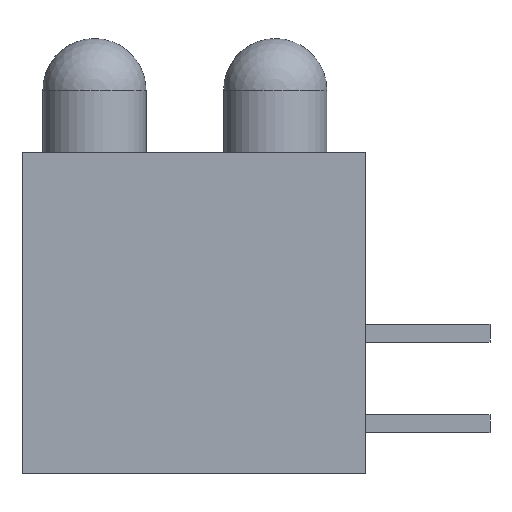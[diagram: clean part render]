
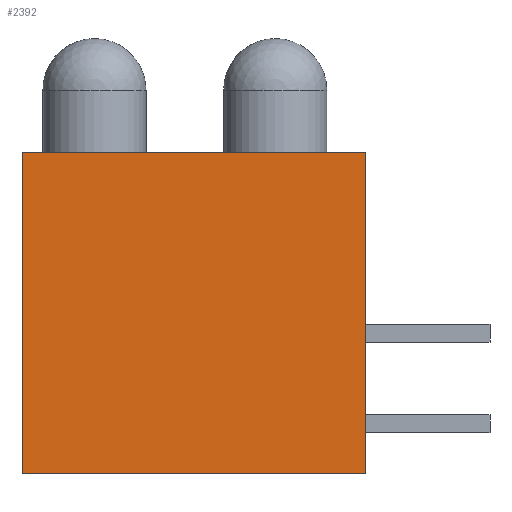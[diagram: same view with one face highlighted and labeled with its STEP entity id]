
A CAD part, left-side view. The second image highlights one B-rep face of the part: STEP entity #2392.
In plain terms, the highlighted planar face has unit normal (-1, 0, 0).
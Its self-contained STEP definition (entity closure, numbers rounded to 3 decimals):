
#406 = VERTEX_POINT ( 'NONE', #3310 ) ;
#419 = EDGE_CURVE ( 'NONE', #440, #406, #3355, .T. ) ;
#440 = VERTEX_POINT ( 'NONE', #3409 ) ;
#2362 = VERTEX_POINT ( 'NONE', #10886 ) ;
#2366 = EDGE_CURVE ( 'NONE', #440, #2362, #10867, .T. ) ;
#2370 = VERTEX_POINT ( 'NONE', #10878 ) ;
#2376 = ORIENTED_EDGE ( 'NONE', *, *, #2401, .F. ) ;
#2378 = ORIENTED_EDGE ( 'NONE', *, *, #419, .F. ) ;
#2380 = ORIENTED_EDGE ( 'NONE', *, *, #2366, .T. ) ;
#2392 = ADVANCED_FACE ( 'NONE', ( #10921 ), #10937, .F. ) ;
#2401 = EDGE_CURVE ( 'NONE', #406, #2370, #10975, .T. ) ;
#2407 = EDGE_LOOP ( 'NONE', ( #2444, #2376, #2378, #2380 ) ) ;
#2409 = EDGE_CURVE ( 'NONE', #2362, #2370, #10966, .T. ) ;
#2444 = ORIENTED_EDGE ( 'NONE', *, *, #2409, .T. ) ;
#3310 = CARTESIAN_POINT ( 'NONE',  ( -2.16, -4.825, 4.51 ) ) ;
#3344 = DIRECTION ( 'NONE',  ( 0., -1., 0. ) ) ;
#3345 = VECTOR ( 'NONE', #3344, 1000. ) ;
#3346 = CARTESIAN_POINT ( 'NONE',  ( -2.16, -0.017, 4.51 ) ) ;
#3355 = LINE ( 'NONE', #3346, #3345 ) ;
#3409 = CARTESIAN_POINT ( 'NONE',  ( -2.16, 4.825, 4.51 ) ) ;
#10865 = VECTOR ( 'NONE', #10924, 1000. ) ;
#10866 = CARTESIAN_POINT ( 'NONE',  ( -2.16, 4.825, -11.228 ) ) ;
#10867 = LINE ( 'NONE', #10866, #10865 ) ;
#10878 = CARTESIAN_POINT ( 'NONE',  ( -2.16, -4.825, -4.51 ) ) ;
#10886 = CARTESIAN_POINT ( 'NONE',  ( -2.16, 4.825, -4.51 ) ) ;
#10921 = FACE_OUTER_BOUND ( 'NONE', #2407, .T. ) ;
#10924 = DIRECTION ( 'NONE',  ( 0., 0., -1. ) ) ;
#10933 = DIRECTION ( 'NONE',  ( 0., 0., -1. ) ) ;
#10934 = DIRECTION ( 'NONE',  ( 1., 0., 0. ) ) ;
#10935 = CARTESIAN_POINT ( 'NONE',  ( -2.16, -0.017, -11.228 ) ) ;
#10936 = AXIS2_PLACEMENT_3D ( 'NONE', #10935, #10934, #10933 ) ;
#10937 = PLANE ( 'NONE',  #10936 ) ;
#10963 = DIRECTION ( 'NONE',  ( 0., -1., 0. ) ) ;
#10964 = VECTOR ( 'NONE', #10963, 1000. ) ;
#10965 = CARTESIAN_POINT ( 'NONE',  ( -2.16, -0.017, -4.51 ) ) ;
#10966 = LINE ( 'NONE', #10965, #10964 ) ;
#10972 = DIRECTION ( 'NONE',  ( 0., 0., -1. ) ) ;
#10973 = VECTOR ( 'NONE', #10972, 1000. ) ;
#10974 = CARTESIAN_POINT ( 'NONE',  ( -2.16, -4.825, -11.228 ) ) ;
#10975 = LINE ( 'NONE', #10974, #10973 ) ;
